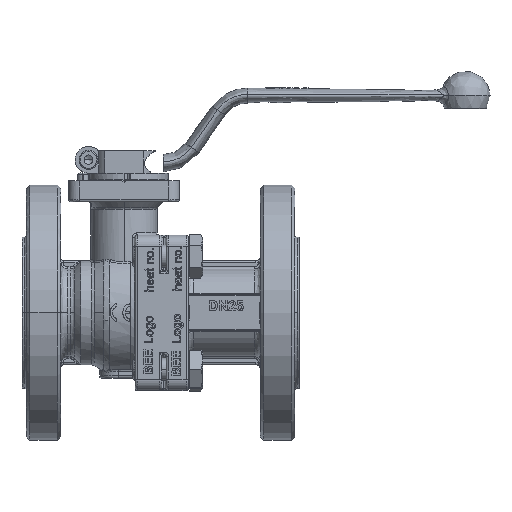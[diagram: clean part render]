
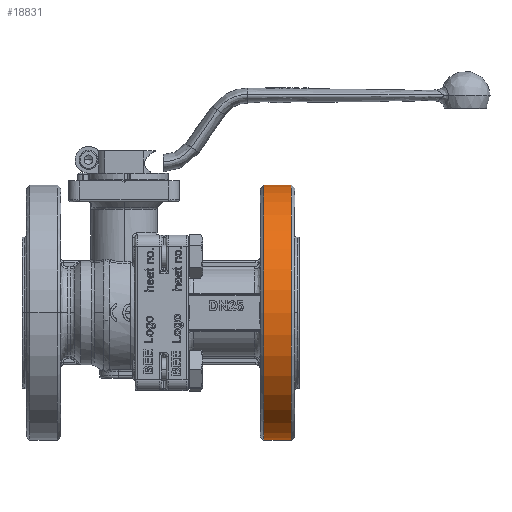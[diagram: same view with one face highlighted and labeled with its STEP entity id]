
A CAD part, top view. The second image highlights one B-rep face of the part: STEP entity #18831.
In plain terms, the highlighted cylindrical face has radius 57.5 mm (diameter 115 mm), a partial arc.
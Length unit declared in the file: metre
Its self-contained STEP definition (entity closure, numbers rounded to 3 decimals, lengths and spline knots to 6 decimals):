
#858 = EDGE_CURVE ( 'NONE', #23652, #65042, #24150, .T. ) ;
#1436 = VECTOR ( 'NONE', #49457, 1. ) ;
#4676 = LINE ( 'NONE', #17700, #1436 ) ;
#8663 = AXIS2_PLACEMENT_3D ( 'NONE', #36073, #74733, #67576 ) ;
#9264 = DIRECTION ( 'NONE',  ( -1., 0., 0. ) ) ;
#13734 = ORIENTED_EDGE ( 'NONE', *, *, #57493, .T. ) ;
#13741 = EDGE_CURVE ( 'NONE', #22793, #44264, #16398, .T. ) ;
#14566 = CARTESIAN_POINT ( 'NONE',  ( 0.1215, 0., 0. ) ) ;
#15331 = DIRECTION ( 'NONE',  ( -1., 0., 0. ) ) ;
#16398 = CIRCLE ( 'NONE', #82701, 0.0575 ) ;
#16751 = EDGE_CURVE ( 'NONE', #22793, #23652, #72630, .T. ) ;
#17252 = CARTESIAN_POINT ( 'NONE',  ( 0.109, 0., 0. ) ) ;
#17700 = CARTESIAN_POINT ( 'NONE',  ( 0.11525, 0.0575, 0. ) ) ;
#18831 = ADVANCED_FACE ( 'NONE', ( #55197 ), #30576, .T. ) ;
#22793 = VERTEX_POINT ( 'NONE', #66430 ) ;
#23652 = VERTEX_POINT ( 'NONE', #35486 ) ;
#24150 = CIRCLE ( 'NONE', #67483, 0.0575 ) ;
#24940 = CARTESIAN_POINT ( 'NONE',  ( 0.1215, 0.0575, 0. ) ) ;
#27847 = ORIENTED_EDGE ( 'NONE', *, *, #16751, .F. ) ;
#30576 = CYLINDRICAL_SURFACE ( 'NONE', #8663, 0.0575 ) ;
#32820 = DIRECTION ( 'NONE',  ( 0., -1., 0. ) ) ;
#35486 = CARTESIAN_POINT ( 'NONE',  ( 0.109, -0.0575, 0. ) ) ;
#36073 = CARTESIAN_POINT ( 'NONE',  ( 0.11525, 0., 0. ) ) ;
#36687 = DIRECTION ( 'NONE',  ( 0., 1., 0. ) ) ;
#38898 = EDGE_LOOP ( 'NONE', ( #42378, #13734, #40165, #27847 ) ) ;
#40165 = ORIENTED_EDGE ( 'NONE', *, *, #858, .F. ) ;
#42378 = ORIENTED_EDGE ( 'NONE', *, *, #13741, .T. ) ;
#44264 = VERTEX_POINT ( 'NONE', #24940 ) ;
#45079 = DIRECTION ( 'NONE',  ( -1., 0., 0. ) ) ;
#49457 = DIRECTION ( 'NONE',  ( -1., 0., 0. ) ) ;
#54791 = VECTOR ( 'NONE', #15331, 1. ) ;
#55197 = FACE_OUTER_BOUND ( 'NONE', #38898, .T. ) ;
#57493 = EDGE_CURVE ( 'NONE', #44264, #65042, #4676, .T. ) ;
#65042 = VERTEX_POINT ( 'NONE', #72086 ) ;
#66288 = CARTESIAN_POINT ( 'NONE',  ( 0.11525, -0.0575, 0. ) ) ;
#66430 = CARTESIAN_POINT ( 'NONE',  ( 0.1215, -0.0575, 0. ) ) ;
#67483 = AXIS2_PLACEMENT_3D ( 'NONE', #17252, #9264, #36687 ) ;
#67576 = DIRECTION ( 'NONE',  ( 0., -1., 0. ) ) ;
#72086 = CARTESIAN_POINT ( 'NONE',  ( 0.109, 0.0575, 0. ) ) ;
#72630 = LINE ( 'NONE', #66288, #54791 ) ;
#74733 = DIRECTION ( 'NONE',  ( -1., 0., 0. ) ) ;
#82701 = AXIS2_PLACEMENT_3D ( 'NONE', #14566, #45079, #32820 ) ;
